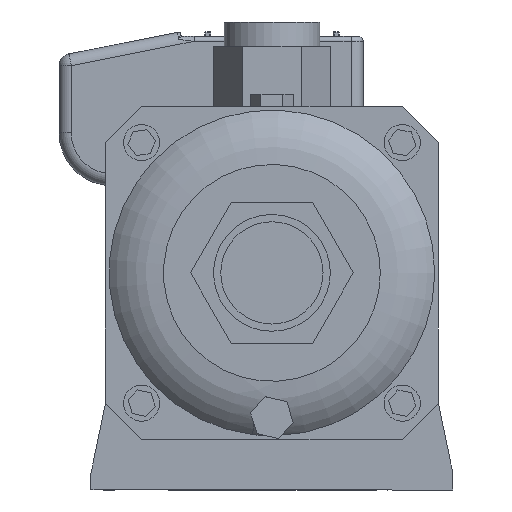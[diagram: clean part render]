
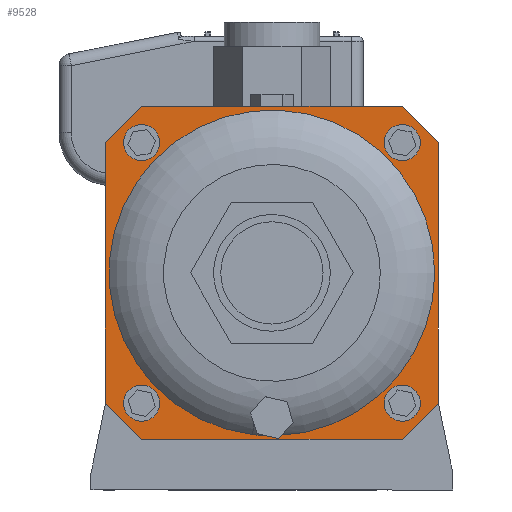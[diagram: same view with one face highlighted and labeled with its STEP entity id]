
A CAD part, left-side view. The second image highlights one B-rep face of the part: STEP entity #9528.
In plain terms, the highlighted planar face has unit normal (-1, 0, 0).
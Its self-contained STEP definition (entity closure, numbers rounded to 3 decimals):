
#194=FACE_BOUND($,#1499,.T.);
#195=FACE_BOUND($,#1500,.T.);
#196=FACE_BOUND($,#1501,.T.);
#197=FACE_BOUND($,#1502,.T.);
#198=FACE_BOUND($,#1503,.T.);
#467=PLANE($,#10342);
#919=FACE_OUTER_BOUND($,#1498,.T.);
#1498=EDGE_LOOP($,(#8140,#8141,#8142,#8143,#8144,#8145,#8146,#8147));
#1499=EDGE_LOOP($,(#8148,#8149));
#1500=EDGE_LOOP($,(#8150));
#1501=EDGE_LOOP($,(#8151));
#1502=EDGE_LOOP($,(#8152));
#1503=EDGE_LOOP($,(#8153));
#2002=CIRCLE($,#10341,7.85);
#2003=CIRCLE($,#10343,67.5);
#2004=CIRCLE($,#10344,7.5);
#2005=CIRCLE($,#10345,7.5);
#2006=CIRCLE($,#10346,7.5);
#2007=CIRCLE($,#10347,7.5);
#2759=LINE($,#15934,#3669);
#2760=LINE($,#15936,#3670);
#2761=LINE($,#15938,#3671);
#2762=LINE($,#15940,#3672);
#2763=LINE($,#15942,#3673);
#2764=LINE($,#15944,#3674);
#2765=LINE($,#15946,#3675);
#2766=LINE($,#15947,#3676);
#3669=VECTOR($,#12492,21.213);
#3670=VECTOR($,#12493,108.);
#3671=VECTOR($,#12494,21.213);
#3672=VECTOR($,#12495,108.);
#3673=VECTOR($,#12496,21.213);
#3674=VECTOR($,#12497,108.);
#3675=VECTOR($,#12498,21.213);
#3676=VECTOR($,#12499,108.);
#4587=VERTEX_POINT($,#15894);
#4588=VERTEX_POINT($,#15895);
#4589=VERTEX_POINT($,#15932);
#4590=VERTEX_POINT($,#15933);
#4591=VERTEX_POINT($,#15935);
#4592=VERTEX_POINT($,#15937);
#4593=VERTEX_POINT($,#15939);
#4594=VERTEX_POINT($,#15941);
#4595=VERTEX_POINT($,#15943);
#4596=VERTEX_POINT($,#15945);
#4597=VERTEX_POINT($,#15949);
#4598=VERTEX_POINT($,#15951);
#4599=VERTEX_POINT($,#15953);
#4600=VERTEX_POINT($,#15955);
#5806=EDGE_CURVE($,#4588,#4587,#2002,.T.);
#5807=EDGE_CURVE($,#4589,#4590,#2759,.T.);
#5808=EDGE_CURVE($,#4589,#4591,#2760,.T.);
#5809=EDGE_CURVE($,#4592,#4591,#2761,.T.);
#5810=EDGE_CURVE($,#4592,#4593,#2762,.T.);
#5811=EDGE_CURVE($,#4594,#4593,#2763,.T.);
#5812=EDGE_CURVE($,#4594,#4595,#2764,.T.);
#5813=EDGE_CURVE($,#4596,#4595,#2765,.T.);
#5814=EDGE_CURVE($,#4596,#4590,#2766,.T.);
#5815=EDGE_CURVE($,#4588,#4587,#2003,.T.);
#5816=EDGE_CURVE($,#4597,#4597,#2004,.T.);
#5817=EDGE_CURVE($,#4598,#4598,#2005,.T.);
#5818=EDGE_CURVE($,#4599,#4599,#2006,.T.);
#5819=EDGE_CURVE($,#4600,#4600,#2007,.T.);
#8140=ORIENTED_EDGE($,*,*,#5807,.F.);
#8141=ORIENTED_EDGE($,*,*,#5808,.T.);
#8142=ORIENTED_EDGE($,*,*,#5809,.F.);
#8143=ORIENTED_EDGE($,*,*,#5810,.T.);
#8144=ORIENTED_EDGE($,*,*,#5811,.F.);
#8145=ORIENTED_EDGE($,*,*,#5812,.T.);
#8146=ORIENTED_EDGE($,*,*,#5813,.F.);
#8147=ORIENTED_EDGE($,*,*,#5814,.T.);
#8148=ORIENTED_EDGE($,*,*,#5806,.T.);
#8149=ORIENTED_EDGE($,*,*,#5815,.F.);
#8150=ORIENTED_EDGE($,*,*,#5816,.T.);
#8151=ORIENTED_EDGE($,*,*,#5817,.T.);
#8152=ORIENTED_EDGE($,*,*,#5818,.T.);
#8153=ORIENTED_EDGE($,*,*,#5819,.T.);
#9528=ADVANCED_FACE($,(#919,#194,#195,#196,#197,#198),#467,.T.);
#10341=AXIS2_PLACEMENT_3D($,#15930,#12488,#12489);
#10342=AXIS2_PLACEMENT_3D($,#15931,#12490,#12491);
#10343=AXIS2_PLACEMENT_3D($,#15948,#12500,#12501);
#10344=AXIS2_PLACEMENT_3D($,#15950,#12502,#12503);
#10345=AXIS2_PLACEMENT_3D($,#15952,#12504,#12505);
#10346=AXIS2_PLACEMENT_3D($,#15954,#12506,#12507);
#10347=AXIS2_PLACEMENT_3D($,#15956,#12508,#12509);
#12488=DIRECTION('center_axis',(1.,0.,0.));
#12489=DIRECTION('ref_axis',(0.,1.,0.));
#12490=DIRECTION('center_axis',(-1.,0.,0.));
#12491=DIRECTION('ref_axis',(0.,-1.,0.));
#12492=DIRECTION($,(0.,0.707,0.707));
#12493=DIRECTION($,(0.,-1.,0.));
#12494=DIRECTION($,(0.,0.707,-0.707));
#12495=DIRECTION($,(0.,0.,1.));
#12496=DIRECTION($,(0.,-0.707,-0.707));
#12497=DIRECTION($,(0.,1.,0.));
#12498=DIRECTION($,(0.,-0.707,0.707));
#12499=DIRECTION($,(0.,0.,-1.));
#12500=DIRECTION('center_axis',(-1.,0.,0.));
#12501=DIRECTION('ref_axis',(0.,-1.,0.));
#12502=DIRECTION('center_axis',(1.,0.,0.));
#12503=DIRECTION('ref_axis',(0.,1.,0.));
#12504=DIRECTION('center_axis',(1.,0.,0.));
#12505=DIRECTION('ref_axis',(0.,1.,0.));
#12506=DIRECTION('center_axis',(1.,0.,0.));
#12507=DIRECTION('ref_axis',(0.,1.,0.));
#12508=DIRECTION('center_axis',(1.,0.,0.));
#12509=DIRECTION('ref_axis',(0.,1.,0.));
#15894=CARTESIAN_POINT('',(-80.727,2.458,22.545));
#15895=CARTESIAN_POINT('',(-80.727,-2.458,22.545));
#15930=CARTESIAN_POINT('Origin',(-80.727,0.,30.));
#15931=CARTESIAN_POINT('Origin',(-80.727,0.,90.));
#15932=CARTESIAN_POINT('',(-80.727,54.,21.));
#15933=CARTESIAN_POINT('',(-80.727,69.,36.));
#15934=CARTESIAN_POINT($,(-80.727,61.5,28.5));
#15935=CARTESIAN_POINT('',(-80.727,-54.,21.));
#15936=CARTESIAN_POINT($,(-80.727,69.,21.));
#15937=CARTESIAN_POINT('',(-80.727,-69.,36.));
#15938=CARTESIAN_POINT($,(-80.727,-61.5,28.5));
#15939=CARTESIAN_POINT('',(-80.727,-69.,144.));
#15940=CARTESIAN_POINT($,(-80.727,-69.,21.));
#15941=CARTESIAN_POINT('',(-80.727,-54.,159.));
#15942=CARTESIAN_POINT($,(-80.727,-61.5,151.5));
#15943=CARTESIAN_POINT('',(-80.727,54.,159.));
#15944=CARTESIAN_POINT($,(-80.727,-69.,159.));
#15945=CARTESIAN_POINT('',(-80.727,69.,144.));
#15946=CARTESIAN_POINT($,(-80.727,61.5,151.5));
#15947=CARTESIAN_POINT($,(-80.727,69.,159.));
#15948=CARTESIAN_POINT('Origin',(-80.727,0.,90.));
#15949=CARTESIAN_POINT('',(-80.727,46.5,144.));
#15950=CARTESIAN_POINT('Origin',(-80.727,54.,144.));
#15951=CARTESIAN_POINT('',(-80.727,-61.5,144.));
#15952=CARTESIAN_POINT('Origin',(-80.727,-54.,144.));
#15953=CARTESIAN_POINT('',(-80.727,46.5,36.));
#15954=CARTESIAN_POINT('Origin',(-80.727,54.,36.));
#15955=CARTESIAN_POINT('',(-80.727,-61.5,36.));
#15956=CARTESIAN_POINT('Origin',(-80.727,-54.,36.));
